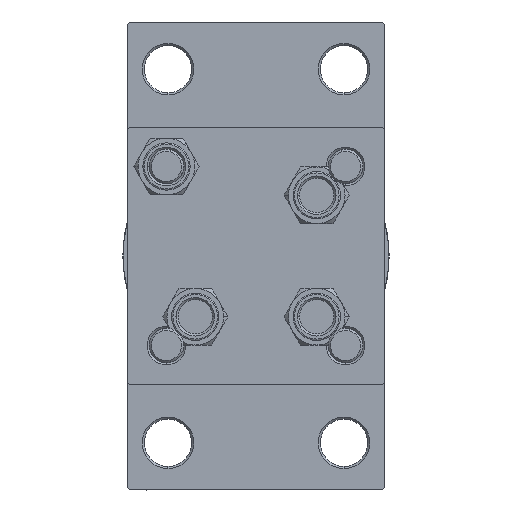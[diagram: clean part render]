
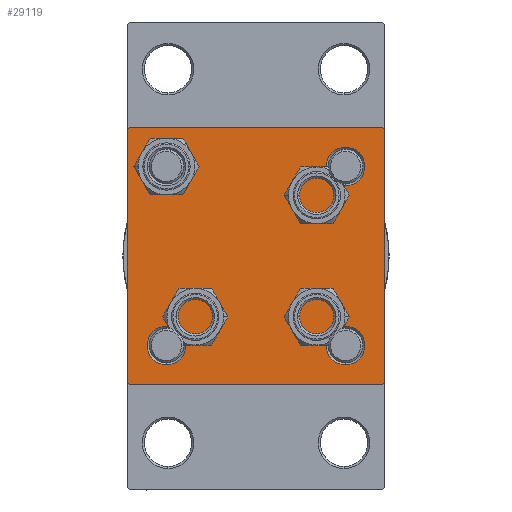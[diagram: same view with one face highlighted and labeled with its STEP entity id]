
A CAD part, left-side view. The second image highlights one B-rep face of the part: STEP entity #29119.
In plain terms, the highlighted planar face has unit normal (-1, 0, 0).
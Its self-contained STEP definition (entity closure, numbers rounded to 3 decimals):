
#282 = VERTEX_POINT ( 'NONE', #466 ) ;
#466 = CARTESIAN_POINT ( 'NONE',  ( 0., -20.85, 16.35 ) ) ;
#725 = FACE_BOUND ( 'NONE', #38626, .T. ) ;
#842 = LINE ( 'NONE', #15738, #32125 ) ;
#1024 = EDGE_CURVE ( 'NONE', #11608, #20236, #842, .T. ) ;
#1213 = EDGE_CURVE ( 'NONE', #282, #40663, #17379, .T. ) ;
#1227 = DIRECTION ( 'NONE',  ( 0., 0., 1. ) ) ;
#1547 = VERTEX_POINT ( 'NONE', #43920 ) ;
#1659 = DIRECTION ( 'NONE',  ( 0., 0., 1. ) ) ;
#2273 = DIRECTION ( 'NONE',  ( 0., 0., 1. ) ) ;
#2437 = CARTESIAN_POINT ( 'NONE',  ( 0., 29.75, 29.75 ) ) ;
#2679 = DIRECTION ( 'NONE',  ( 0., 0.707, -0.707 ) ) ;
#2717 = CIRCLE ( 'NONE', #15197, 4.5 ) ;
#2926 = DIRECTION ( 'NONE',  ( 1., 0., 0. ) ) ;
#2928 = DIRECTION ( 'NONE',  ( 0., -1., 0. ) ) ;
#4315 = EDGE_LOOP ( 'NONE', ( #18181, #39477 ) ) ;
#5020 = CARTESIAN_POINT ( 'NONE',  ( 0., -29.5, 30. ) ) ;
#5499 = CIRCLE ( 'NONE', #15639, 4.5 ) ;
#6027 = EDGE_CURVE ( 'NONE', #43150, #8604, #2717, .T. ) ;
#6047 = DIRECTION ( 'NONE',  ( 0., 0., 1. ) ) ;
#6235 = CARTESIAN_POINT ( 'NONE',  ( 0., 30., 30. ) ) ;
#6279 = DIRECTION ( 'NONE',  ( 0., 0.707, 0.707 ) ) ;
#6851 = ORIENTED_EDGE ( 'NONE', *, *, #17562, .T. ) ;
#7280 = EDGE_LOOP ( 'NONE', ( #42380, #36748 ) ) ;
#8019 = ORIENTED_EDGE ( 'NONE', *, *, #44098, .T. ) ;
#8320 = CARTESIAN_POINT ( 'NONE',  ( 0., 20.85, -25.35 ) ) ;
#8604 = VERTEX_POINT ( 'NONE', #30527 ) ;
#9460 = DIRECTION ( 'NONE',  ( 1., 0., 0. ) ) ;
#9833 = CARTESIAN_POINT ( 'NONE',  ( 0., -30., -29.5 ) ) ;
#10043 = VECTOR ( 'NONE', #39020, 1000. ) ;
#10377 = CIRCLE ( 'NONE', #16599, 4.5 ) ;
#10975 = CARTESIAN_POINT ( 'NONE',  ( 0., 30., 29.5 ) ) ;
#11058 = ORIENTED_EDGE ( 'NONE', *, *, #14835, .T. ) ;
#11071 = EDGE_CURVE ( 'NONE', #20468, #43344, #13797, .T. ) ;
#11076 = DIRECTION ( 'NONE',  ( 1., 0., 0. ) ) ;
#11239 = CARTESIAN_POINT ( 'NONE',  ( 0., 20.85, -20.85 ) ) ;
#11603 = ORIENTED_EDGE ( 'NONE', *, *, #22625, .F. ) ;
#11608 = VERTEX_POINT ( 'NONE', #32576 ) ;
#11636 = CARTESIAN_POINT ( 'NONE',  ( 0., 20.85, 25.35 ) ) ;
#11687 = CARTESIAN_POINT ( 'NONE',  ( 0., -29.75, -29.75 ) ) ;
#11951 = AXIS2_PLACEMENT_3D ( 'NONE', #37047, #2926, #36568 ) ;
#12139 = DIRECTION ( 'NONE',  ( 0., -1., 0. ) ) ;
#12793 = CARTESIAN_POINT ( 'NONE',  ( 0., -20.85, 20.85 ) ) ;
#13131 = CARTESIAN_POINT ( 'NONE',  ( 0., 20.85, -20.85 ) ) ;
#13146 = VECTOR ( 'NONE', #2679, 1000. ) ;
#13797 = LINE ( 'NONE', #6235, #25939 ) ;
#13892 = VERTEX_POINT ( 'NONE', #19421 ) ;
#14664 = ORIENTED_EDGE ( 'NONE', *, *, #1024, .F. ) ;
#14665 = EDGE_CURVE ( 'NONE', #38041, #43728, #10377, .T. ) ;
#14693 = AXIS2_PLACEMENT_3D ( 'NONE', #28729, #21186, #1659 ) ;
#14835 = EDGE_CURVE ( 'NONE', #27646, #21561, #28293, .T. ) ;
#15197 = AXIS2_PLACEMENT_3D ( 'NONE', #13131, #9460, #6047 ) ;
#15361 = CIRCLE ( 'NONE', #27797, 4.5 ) ;
#15639 = AXIS2_PLACEMENT_3D ( 'NONE', #11239, #18305, #40249 ) ;
#15738 = CARTESIAN_POINT ( 'NONE',  ( 0., -30., 30. ) ) ;
#15806 = CARTESIAN_POINT ( 'NONE',  ( 0., 30., 30. ) ) ;
#16057 = LINE ( 'NONE', #11687, #24466 ) ;
#16092 = DIRECTION ( 'NONE',  ( 0., 0., 1. ) ) ;
#16560 = FACE_BOUND ( 'NONE', #34046, .T. ) ;
#16599 = AXIS2_PLACEMENT_3D ( 'NONE', #38547, #43429, #39273 ) ;
#16922 = DIRECTION ( 'NONE',  ( 1., 0., 0. ) ) ;
#17024 = VECTOR ( 'NONE', #2928, 1000. ) ;
#17206 = DIRECTION ( 'NONE',  ( 0., 0., -1. ) ) ;
#17364 = VERTEX_POINT ( 'NONE', #24623 ) ;
#17379 = CIRCLE ( 'NONE', #39930, 4.5 ) ;
#17562 = EDGE_CURVE ( 'NONE', #1547, #20236, #16057, .T. ) ;
#17723 = LINE ( 'NONE', #43347, #48074 ) ;
#18181 = ORIENTED_EDGE ( 'NONE', *, *, #28396, .T. ) ;
#18305 = DIRECTION ( 'NONE',  ( 1., 0., 0. ) ) ;
#19421 = CARTESIAN_POINT ( 'NONE',  ( 0., 29.5, -30. ) ) ;
#20236 = VERTEX_POINT ( 'NONE', #9833 ) ;
#20468 = VERTEX_POINT ( 'NONE', #10975 ) ;
#21186 = DIRECTION ( 'NONE',  ( 1., 0., 0. ) ) ;
#21252 = ORIENTED_EDGE ( 'NONE', *, *, #6027, .T. ) ;
#21477 = LINE ( 'NONE', #24645, #17024 ) ;
#21561 = VERTEX_POINT ( 'NONE', #23150 ) ;
#22625 = EDGE_CURVE ( 'NONE', #17364, #39530, #35270, .T. ) ;
#23150 = CARTESIAN_POINT ( 'NONE',  ( 0., -20.85, -16.35 ) ) ;
#23235 = AXIS2_PLACEMENT_3D ( 'NONE', #29595, #11076, #42032 ) ;
#23604 = CARTESIAN_POINT ( 'NONE',  ( 0., -20.85, 25.35 ) ) ;
#24378 = CARTESIAN_POINT ( 'NONE',  ( 0., 20.85, 16.35 ) ) ;
#24466 = VECTOR ( 'NONE', #34563, 1000. ) ;
#24589 = CARTESIAN_POINT ( 'NONE',  ( 0., -20.85, -25.35 ) ) ;
#24623 = CARTESIAN_POINT ( 'NONE',  ( 0., 29.5, 30. ) ) ;
#24645 = CARTESIAN_POINT ( 'NONE',  ( 0., 30., -30. ) ) ;
#24705 = AXIS2_PLACEMENT_3D ( 'NONE', #30478, #30937, #16092 ) ;
#25202 = EDGE_CURVE ( 'NONE', #21561, #27646, #15361, .T. ) ;
#25939 = VECTOR ( 'NONE', #17206, 1000. ) ;
#27530 = PLANE ( 'NONE',  #24705 ) ;
#27646 = VERTEX_POINT ( 'NONE', #24589 ) ;
#27797 = AXIS2_PLACEMENT_3D ( 'NONE', #39253, #31687, #1227 ) ;
#27802 = CARTESIAN_POINT ( 'NONE',  ( 0., 29.75, -29.75 ) ) ;
#28255 = EDGE_CURVE ( 'NONE', #13892, #1547, #21477, .T. ) ;
#28293 = CIRCLE ( 'NONE', #11951, 4.5 ) ;
#28396 = EDGE_CURVE ( 'NONE', #40663, #282, #44276, .T. ) ;
#28729 = CARTESIAN_POINT ( 'NONE',  ( 0., -20.85, 20.85 ) ) ;
#29119 = ADVANCED_FACE ( 'NONE', ( #30712, #725, #16560, #45830, #31423 ), #27530, .T. ) ;
#29595 = CARTESIAN_POINT ( 'NONE',  ( 0., 20.85, 20.85 ) ) ;
#30478 = CARTESIAN_POINT ( 'NONE',  ( 0., 0., 0. ) ) ;
#30527 = CARTESIAN_POINT ( 'NONE',  ( 0., 20.85, -16.35 ) ) ;
#30587 = DIRECTION ( 'NONE',  ( 0., 0., -1. ) ) ;
#30712 = FACE_BOUND ( 'NONE', #4315, .T. ) ;
#30937 = DIRECTION ( 'NONE',  ( -1., 0., 0. ) ) ;
#31423 = FACE_OUTER_BOUND ( 'NONE', #35761, .T. ) ;
#31687 = DIRECTION ( 'NONE',  ( 1., 0., 0. ) ) ;
#32125 = VECTOR ( 'NONE', #30587, 1000. ) ;
#32576 = CARTESIAN_POINT ( 'NONE',  ( 0., -30., 29.5 ) ) ;
#32655 = CARTESIAN_POINT ( 'NONE',  ( 0., 30., -29.5 ) ) ;
#34046 = EDGE_LOOP ( 'NONE', ( #46614, #21252 ) ) ;
#34563 = DIRECTION ( 'NONE',  ( 0., -0.707, 0.707 ) ) ;
#35116 = LINE ( 'NONE', #27802, #10043 ) ;
#35141 = ORIENTED_EDGE ( 'NONE', *, *, #37595, .T. ) ;
#35270 = LINE ( 'NONE', #15806, #47213 ) ;
#35761 = EDGE_LOOP ( 'NONE', ( #38226, #40125, #43581, #6851, #14664, #35141, #11603, #8019 ) ) ;
#36177 = EDGE_CURVE ( 'NONE', #8604, #43150, #5499, .T. ) ;
#36568 = DIRECTION ( 'NONE',  ( 0., 0., 1. ) ) ;
#36748 = ORIENTED_EDGE ( 'NONE', *, *, #14665, .T. ) ;
#37047 = CARTESIAN_POINT ( 'NONE',  ( 0., -20.85, -20.85 ) ) ;
#37595 = EDGE_CURVE ( 'NONE', #11608, #39530, #17723, .T. ) ;
#38041 = VERTEX_POINT ( 'NONE', #24378 ) ;
#38226 = ORIENTED_EDGE ( 'NONE', *, *, #11071, .T. ) ;
#38547 = CARTESIAN_POINT ( 'NONE',  ( 0., 20.85, 20.85 ) ) ;
#38626 = EDGE_LOOP ( 'NONE', ( #43292, #11058 ) ) ;
#39020 = DIRECTION ( 'NONE',  ( 0., -0.707, -0.707 ) ) ;
#39253 = CARTESIAN_POINT ( 'NONE',  ( 0., -20.85, -20.85 ) ) ;
#39273 = DIRECTION ( 'NONE',  ( 0., 0., 1. ) ) ;
#39477 = ORIENTED_EDGE ( 'NONE', *, *, #1213, .T. ) ;
#39530 = VERTEX_POINT ( 'NONE', #5020 ) ;
#39841 = EDGE_CURVE ( 'NONE', #43728, #38041, #45822, .T. ) ;
#39930 = AXIS2_PLACEMENT_3D ( 'NONE', #12793, #16922, #2273 ) ;
#40125 = ORIENTED_EDGE ( 'NONE', *, *, #41439, .T. ) ;
#40249 = DIRECTION ( 'NONE',  ( 0., 0., 1. ) ) ;
#40663 = VERTEX_POINT ( 'NONE', #23604 ) ;
#41439 = EDGE_CURVE ( 'NONE', #43344, #13892, #35116, .T. ) ;
#42032 = DIRECTION ( 'NONE',  ( 0., 0., 1. ) ) ;
#42380 = ORIENTED_EDGE ( 'NONE', *, *, #39841, .T. ) ;
#43150 = VERTEX_POINT ( 'NONE', #8320 ) ;
#43178 = LINE ( 'NONE', #2437, #13146 ) ;
#43292 = ORIENTED_EDGE ( 'NONE', *, *, #25202, .T. ) ;
#43344 = VERTEX_POINT ( 'NONE', #32655 ) ;
#43347 = CARTESIAN_POINT ( 'NONE',  ( 0., -29.75, 29.75 ) ) ;
#43429 = DIRECTION ( 'NONE',  ( 1., 0., 0. ) ) ;
#43581 = ORIENTED_EDGE ( 'NONE', *, *, #28255, .T. ) ;
#43728 = VERTEX_POINT ( 'NONE', #11636 ) ;
#43920 = CARTESIAN_POINT ( 'NONE',  ( 0., -29.5, -30. ) ) ;
#44098 = EDGE_CURVE ( 'NONE', #17364, #20468, #43178, .T. ) ;
#44276 = CIRCLE ( 'NONE', #14693, 4.5 ) ;
#45822 = CIRCLE ( 'NONE', #23235, 4.5 ) ;
#45830 = FACE_BOUND ( 'NONE', #7280, .T. ) ;
#46614 = ORIENTED_EDGE ( 'NONE', *, *, #36177, .T. ) ;
#47213 = VECTOR ( 'NONE', #12139, 1000. ) ;
#48074 = VECTOR ( 'NONE', #6279, 1000. ) ;
